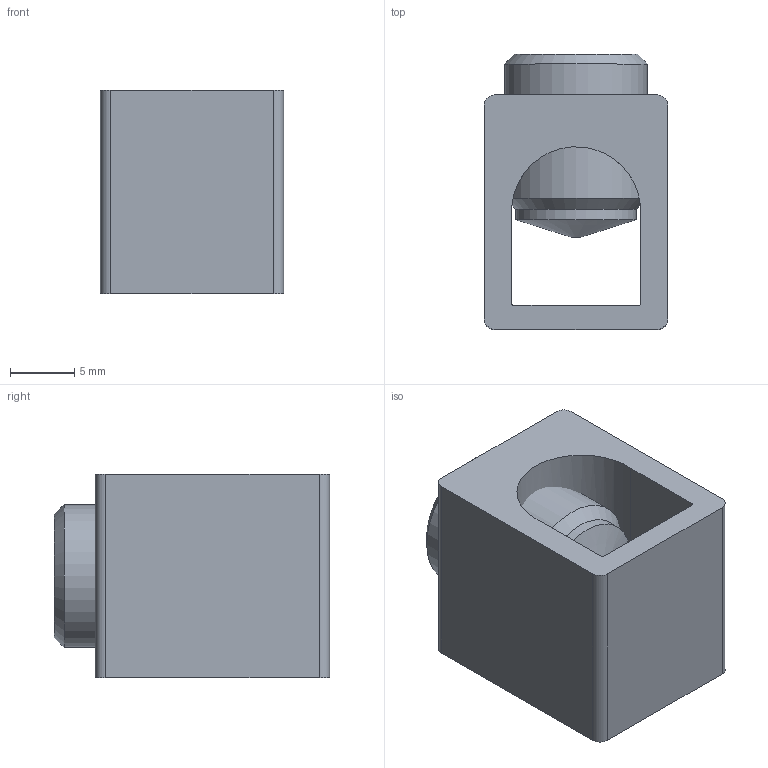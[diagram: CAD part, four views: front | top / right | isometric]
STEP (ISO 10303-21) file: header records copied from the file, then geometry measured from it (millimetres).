
FILE_DESCRIPTION(/* description */ (''),/* implementation_level */ '2;1');
FILE_NAME(/* name */ 'B1-0.stp',/* time_stamp */ '2020-10-27T09:17:33-04:00',/* author */ ('DHiltner'),/* organization */ (''),/* preprocessor_version */ 'ST-DEVELOPER v17.2',/* originating_system */ 'Autodesk Inventor 2019',/* authorisation */ '');
FILE_SCHEMA (('AUTOMOTIVE_DESIGN { 1 0 10303 214 3 1 1 }'));
Length unit declared in the file: inch
Products named in the file (3): B1-0-Assembly; B1-0; 14236
Assembly tree (2 placements, depth 2):
  B1-0-Assembly
    B1-0
    14236
Bounding box: 14.27 x 21.44 x 15.88 mm (x, y, z)
Volume: 3119.8 mm3; surface area: 2629.4 mm2
Topology: 2 solids, 2 shells, 40 faces, 105 edges, 70 vertices
Faces by surface type: plane 18, cylinder 16, cone 5, bspline 1
Full cylindrical faces by diameter (mm): 9.398 x1, 9.728 x1, 11.1 x1
Entity records: 1504 total; most frequent: CARTESIAN_POINT 396, DIRECTION 214, ORIENTED_EDGE 210, EDGE_CURVE 105, AXIS2_PLACEMENT_3D 80, VERTEX_POINT 70, LINE 54, VECTOR 54
